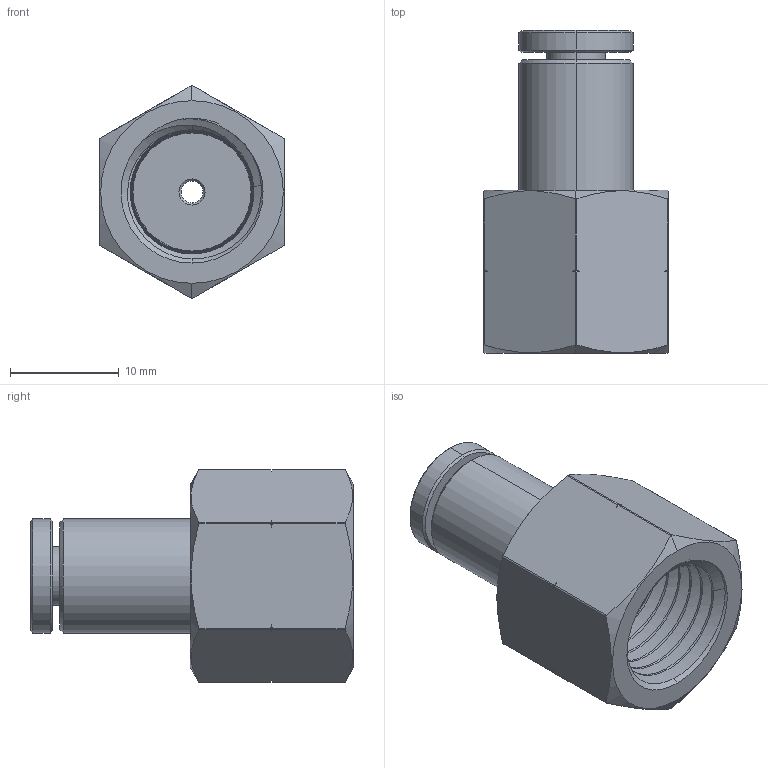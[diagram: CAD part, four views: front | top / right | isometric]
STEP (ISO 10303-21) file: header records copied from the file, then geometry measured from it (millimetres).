
FILE_DESCRIPTION (( 'STEP AP203' ), '1' );
FILE_NAME ('FCS1-8N1-4W.step', '2016-12-16T17:34:14', ( '' ), ( '' ), 'SwSTEP 2.0', 'SolidWorks 2016', '' );
FILE_SCHEMA (( 'CONFIG_CONTROL_DESIGN' ));
Length unit declared in the file: millimetre
Products named in the file (1): FCS1-8N1-4W
Bounding box: 17 x 29.69 x 19.58 mm (x, y, z)
Volume: 3288.4 mm3; surface area: 3792.2 mm2
Topology: 5 solids, 5 shells, 331 faces, 916 edges, 599 vertices
Faces by surface type: cone 119, plane 104, cylinder 62, bspline 46
Entity records: 13855 total; most frequent: CARTESIAN_POINT 6104, ORIENTED_EDGE 1832, DIRECTION 1313, EDGE_CURVE 916, VERTEX_POINT 599, AXIS2_PLACEMENT_3D 541, B_SPLINE_CURVE_WITH_KNOTS 430, EDGE_LOOP 345
